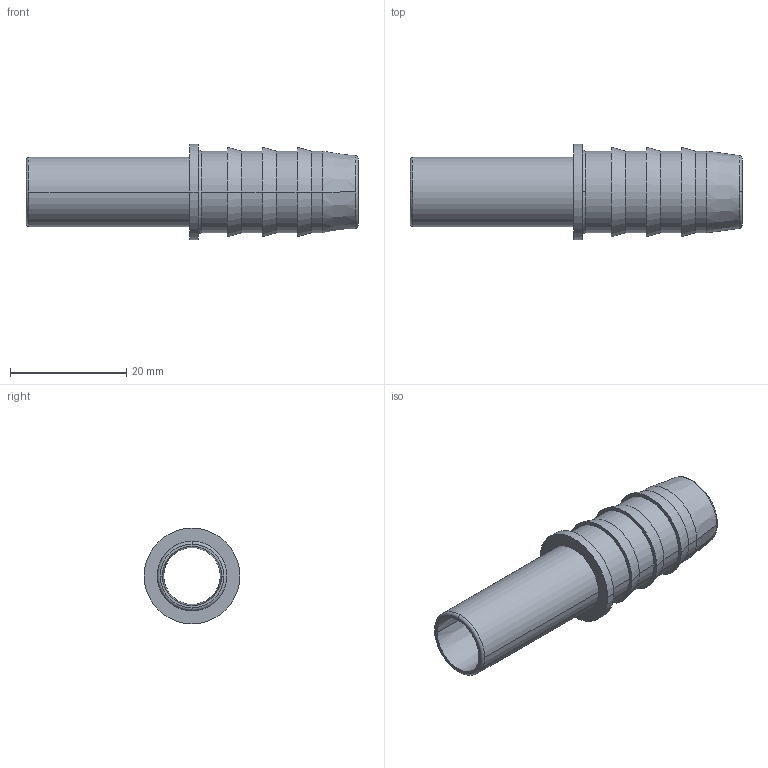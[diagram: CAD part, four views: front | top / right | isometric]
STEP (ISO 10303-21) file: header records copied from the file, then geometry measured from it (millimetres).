
FILE_DESCRIPTION(('STEP AP214'),'1');
FILE_NAME('3122_12_62.stp','2016-07-07T14:58:07',('TraceParts'),('TraceParts S.A.'),'Spatial InterOp 3D',' ',' ');
FILE_SCHEMA(('automotive_design'));
Length unit declared in the file: millimetre
Products named in the file (1): 1
Bounding box: 57.2 x 16.5 x 16.5 mm (x, y, z)
Volume: 3310.6 mm3; surface area: 4471.8 mm2
Topology: 1 solids, 1 shells, 36 faces, 82 edges, 52 vertices
Faces by surface type: cylinder 12, cone 12, torus 6, plane 6
Entity records: 1059 total; most frequent: DIRECTION 214, CARTESIAN_POINT 171, ORIENTED_EDGE 164, AXIS2_PLACEMENT_3D 95, EDGE_CURVE 82, CIRCLE 58, VERTEX_POINT 52, EDGE_LOOP 42
